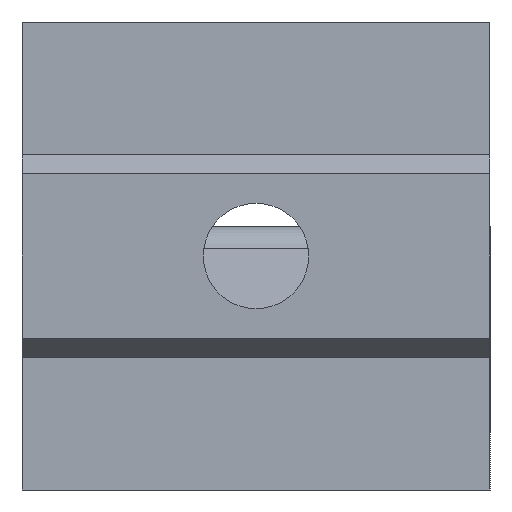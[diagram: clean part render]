
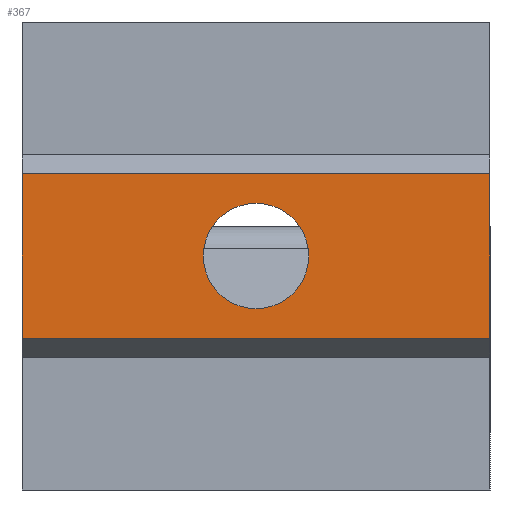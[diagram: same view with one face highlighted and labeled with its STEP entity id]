
A CAD part, left-side view. The second image highlights one B-rep face of the part: STEP entity #367.
In plain terms, the highlighted planar face has unit normal (-1, 0, 0).
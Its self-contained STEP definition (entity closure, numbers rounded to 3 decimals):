
#22=FACE_BOUND('',#57,.T.);
#25=CIRCLE('',#402,2.25);
#36=FACE_OUTER_BOUND('',#56,.T.);
#56=EDGE_LOOP('',(#254,#255,#256,#257));
#57=EDGE_LOOP('',(#258));
#78=LINE('',#541,#119);
#84=LINE('',#553,#125);
#85=LINE('',#555,#126);
#86=LINE('',#556,#127);
#119=VECTOR('',#435,10.);
#125=VECTOR('',#443,10.);
#126=VECTOR('',#446,10.);
#127=VECTOR('',#447,10.);
#159=VERTEX_POINT('',#537);
#161=VERTEX_POINT('',#540);
#163=VERTEX_POINT('',#546);
#166=VERTEX_POINT('',#551);
#167=VERTEX_POINT('',#557);
#195=EDGE_CURVE('',#159,#161,#78,.T.);
#201=EDGE_CURVE('',#163,#166,#84,.T.);
#202=EDGE_CURVE('',#159,#163,#85,.T.);
#203=EDGE_CURVE('',#161,#166,#86,.T.);
#204=EDGE_CURVE('',#167,#167,#25,.T.);
#254=ORIENTED_EDGE('',*,*,#202,.T.);
#255=ORIENTED_EDGE('',*,*,#201,.T.);
#256=ORIENTED_EDGE('',*,*,#203,.F.);
#257=ORIENTED_EDGE('',*,*,#195,.F.);
#258=ORIENTED_EDGE('',*,*,#204,.T.);
#352=PLANE('',#401);
#367=ADVANCED_FACE('',(#36,#22),#352,.T.);
#401=AXIS2_PLACEMENT_3D('',#554,#444,#445);
#402=AXIS2_PLACEMENT_3D('',#558,#448,#449);
#435=DIRECTION('',(0.,1.,0.));
#443=DIRECTION('',(0.,1.,0.));
#444=DIRECTION('center_axis',(-1.,0.,0.));
#445=DIRECTION('ref_axis',(0.,0.,1.));
#446=DIRECTION('',(0.,0.,1.));
#447=DIRECTION('',(0.,0.,1.));
#448=DIRECTION('center_axis',(1.,0.,0.));
#449=DIRECTION('ref_axis',(0.,-1.,0.));
#537=CARTESIAN_POINT('',(-1.,0.,-3.515));
#540=CARTESIAN_POINT('',(-1.,20.,-3.515));
#541=CARTESIAN_POINT('',(-1.,0.,-3.515));
#546=CARTESIAN_POINT('',(-1.,0.,3.515));
#551=CARTESIAN_POINT('',(-1.,20.,3.515));
#553=CARTESIAN_POINT('',(-1.,0.,3.515));
#554=CARTESIAN_POINT('Origin',(-1.,0.,-3.515));
#555=CARTESIAN_POINT('',(-1.,0.,-3.515));
#556=CARTESIAN_POINT('',(-1.,20.,-3.515));
#557=CARTESIAN_POINT('',(-1.,12.25,0.));
#558=CARTESIAN_POINT('Origin',(-1.,10.,0.));
